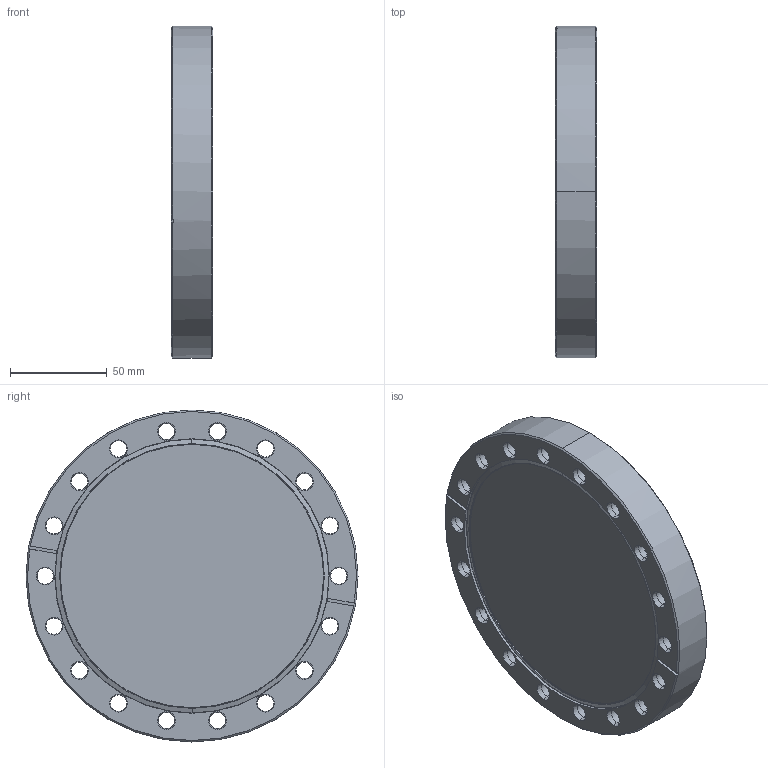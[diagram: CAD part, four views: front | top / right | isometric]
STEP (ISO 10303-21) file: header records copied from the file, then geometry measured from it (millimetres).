
FILE_DESCRIPTION (( 'STEP AP214' ), '1' );
FILE_NAME ('110027.STEP', '2024-02-13T03:11:32', ( '' ), ( '' ), 'SwSTEP 2.0', 'SolidWorks 2022', '' );
FILE_SCHEMA (( 'AUTOMOTIVE_DESIGN' ));
Length unit declared in the file: inch
Products named in the file (1): 110027
Bounding box: 21.34 x 171.45 x 171.45 mm (x, y, z)
Volume: 450002.1 mm3; surface area: 66107.4 mm2
Topology: 1 solids, 1 shells, 137 faces, 320 edges, 185 vertices
Faces by surface type: cone 81, cylinder 40, plane 10, torus 6
Entity records: 4011 total; most frequent: DIRECTION 773, CARTESIAN_POINT 655, ORIENTED_EDGE 640, EDGE_CURVE 320, AXIS2_PLACEMENT_3D 319, VERTEX_POINT 185, CIRCLE 181, EDGE_LOOP 173
